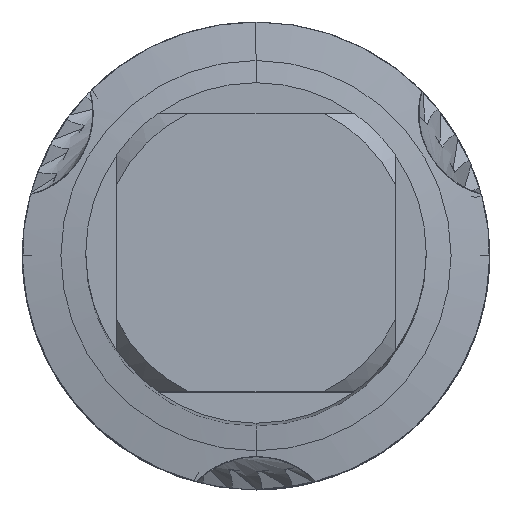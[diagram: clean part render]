
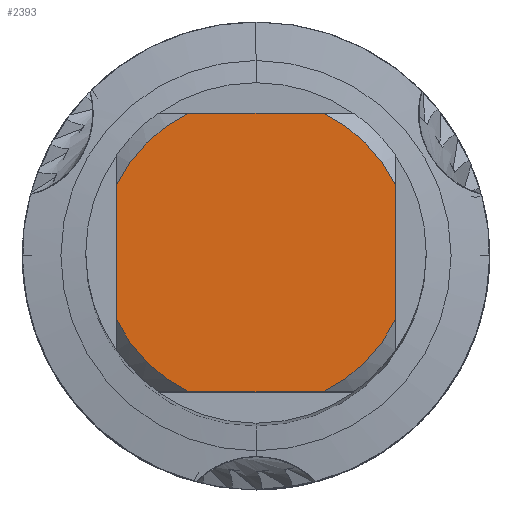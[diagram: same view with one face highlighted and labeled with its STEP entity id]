
A CAD part, top view. The second image highlights one B-rep face of the part: STEP entity #2393.
In plain terms, the highlighted planar face has unit normal (0, 0, 1).
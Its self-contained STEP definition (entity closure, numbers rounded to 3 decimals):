
#2013=VERTEX_POINT('',#5988);
#2217=EDGE_CURVE('',#2013,#4591,#6208,.T.);
#2393=ADVANCED_FACE('',(#6398),#6399,.T.);
#2413=VERTEX_POINT('',#6419);
#2561=EDGE_CURVE('',#3897,#5033,#6577,.T.);
#3033=EDGE_CURVE('',#2013,#5009,#7096,.T.);
#3289=EDGE_CURVE('',#2413,#5251,#7378,.T.);
#3793=EDGE_CURVE('',#4801,#5251,#7926,.T.);
#3897=VERTEX_POINT('',#8040);
#4591=VERTEX_POINT('',#8800);
#4801=VERTEX_POINT('',#9024);
#4891=EDGE_CURVE('',#3897,#4591,#9118,.T.);
#4917=EDGE_CURVE('',#2413,#5033,#9148,.T.);
#5009=VERTEX_POINT('',#9251);
#5033=VERTEX_POINT('',#9278);
#5145=EDGE_CURVE('',#4801,#5009,#9398,.T.);
#5251=VERTEX_POINT('',#9515);
#5988=CARTESIAN_POINT('',(4.359,9.0,0.0));
#6208=LINE('',#10845,#10846);
#6398=FACE_OUTER_BOUND('',#11319,.T.);
#6399=PLANE('',#11320);
#6419=CARTESIAN_POINT('',(-4.359,-9.0,0.0));
#6577=LINE('',#11684,#11685);
#7096=CIRCLE('',#13186,10.0);
#7378=LINE('',#14223,#14224);
#7926=CIRCLE('',#15706,10.0);
#8040=CARTESIAN_POINT('',(-9.0,4.359,0.0));
#8800=CARTESIAN_POINT('',(-4.359,9.0,0.0));
#9024=CARTESIAN_POINT('',(9.0,-4.359,0.0));
#9118=CIRCLE('',#18891,10.0);
#9148=CIRCLE('',#18953,10.0);
#9251=CARTESIAN_POINT('',(9.0,4.359,0.0));
#9278=CARTESIAN_POINT('',(-9.0,-4.359,0.0));
#9398=LINE('',#19488,#19489);
#9515=CARTESIAN_POINT('',(4.359,-9.0,0.0));
#10845=CARTESIAN_POINT('',(0.0,9.0,0.0));
#10846=VECTOR('',#23063,1.0);
#11319=EDGE_LOOP('',(#23252,#23253,#23254,#23255,#23256,#23257,#23258,#23259));
#11320=AXIS2_PLACEMENT_3D('',#23260,#23261,#23262);
#11684=CARTESIAN_POINT('',(-9.0,2.5,0.0));
#11685=VECTOR('',#23406,1.0);
#13186=AXIS2_PLACEMENT_3D('',#23983,#23984,#23985);
#14223=CARTESIAN_POINT('',(0.0,-9.0,0.0));
#14224=VECTOR('',#24428,1.0);
#15706=AXIS2_PLACEMENT_3D('',#24948,#24949,#24950);
#18891=AXIS2_PLACEMENT_3D('',#26135,#26136,#26137);
#18953=AXIS2_PLACEMENT_3D('',#26182,#26183,#26184);
#19488=CARTESIAN_POINT('',(9.0,2.5,0.0));
#19489=VECTOR('',#26461,1.0);
#23063=DIRECTION('',(-1.0,0.0,0.0));
#23252=ORIENTED_EDGE('',*,*,#2561,.T.);
#23253=ORIENTED_EDGE('',*,*,#4917,.F.);
#23254=ORIENTED_EDGE('',*,*,#3289,.T.);
#23255=ORIENTED_EDGE('',*,*,#3793,.F.);
#23256=ORIENTED_EDGE('',*,*,#5145,.T.);
#23257=ORIENTED_EDGE('',*,*,#3033,.F.);
#23258=ORIENTED_EDGE('',*,*,#2217,.T.);
#23259=ORIENTED_EDGE('',*,*,#4891,.F.);
#23260=CARTESIAN_POINT('',(0.0,5.0,0.0));
#23261=DIRECTION('',(-0.0,0.0,1.0));
#23262=DIRECTION('',(0.0,-1.0,0.0));
#23406=DIRECTION('',(-0.0,-1.0,0.0));
#23983=CARTESIAN_POINT('',(0.0,0.0,0.0));
#23984=DIRECTION('',(0.0,0.0,-1.0));
#23985=DIRECTION('',(0.0,1.0,0.0));
#24428=DIRECTION('',(1.0,0.0,0.0));
#24948=CARTESIAN_POINT('',(0.0,0.0,0.0));
#24949=DIRECTION('',(0.0,0.0,-1.0));
#24950=DIRECTION('',(0.0,1.0,0.0));
#26135=CARTESIAN_POINT('',(0.0,0.0,0.0));
#26136=DIRECTION('',(0.0,0.0,-1.0));
#26137=DIRECTION('',(0.0,1.0,0.0));
#26182=CARTESIAN_POINT('',(0.0,0.0,0.0));
#26183=DIRECTION('',(0.0,0.0,-1.0));
#26184=DIRECTION('',(0.0,1.0,0.0));
#26461=DIRECTION('',(-0.0,1.0,0.0));
